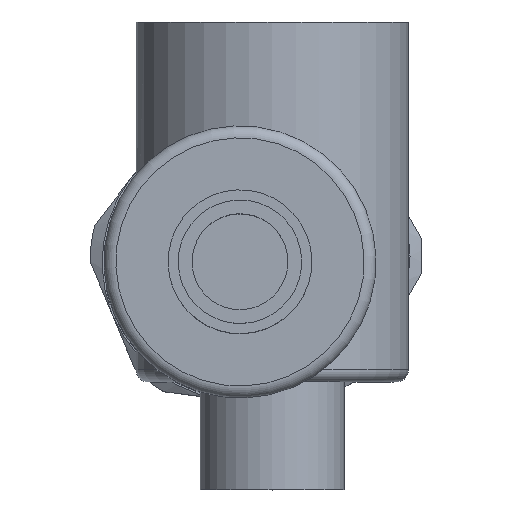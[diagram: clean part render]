
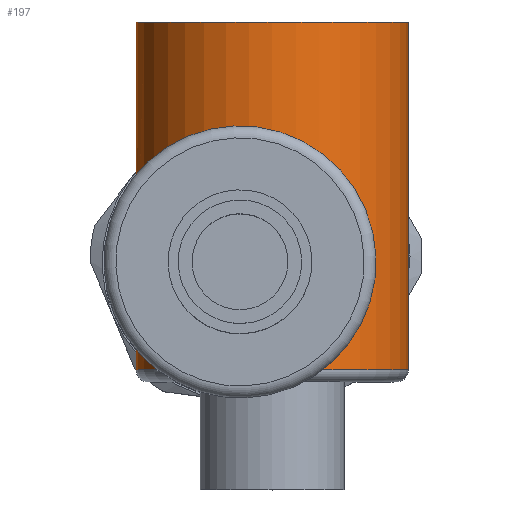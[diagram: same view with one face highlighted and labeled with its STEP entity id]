
A CAD part, top view. The second image highlights one B-rep face of the part: STEP entity #197.
In plain terms, the highlighted cylindrical face has radius 11.35 mm (diameter 22.7 mm), a full revolution.
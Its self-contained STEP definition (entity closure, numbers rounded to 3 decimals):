
#197 = ADVANCED_FACE( '', ( #439, #440, #441 ), #442, .T. );
#439 = FACE_BOUND( '', #721, .T. );
#440 = FACE_OUTER_BOUND( '', #722, .T. );
#441 = FACE_OUTER_BOUND( '', #723, .T. );
#442 = CYLINDRICAL_SURFACE( '', #724, 11.35 );
#721 = EDGE_LOOP( '', ( #1181 ) );
#722 = EDGE_LOOP( '', ( #1182 ) );
#723 = EDGE_LOOP( '', ( #1183 ) );
#724 = AXIS2_PLACEMENT_3D( '', #1184, #1185, #1186 );
#1181 = ORIENTED_EDGE( '', *, *, #1376, .F. );
#1182 = ORIENTED_EDGE( '', *, *, #1463, .T. );
#1183 = ORIENTED_EDGE( '', *, *, #1379, .F. );
#1184 = CARTESIAN_POINT( '', ( 0., -19.5, 0. ) );
#1185 = DIRECTION( '', ( 0., -1., 0. ) );
#1186 = DIRECTION( '', ( 0., 0., 1. ) );
#1376 = EDGE_CURVE( '', #1558, #1558, #1559, .T. );
#1379 = EDGE_CURVE( '', #1563, #1563, #1564, .T. );
#1463 = EDGE_CURVE( '', #1699, #1699, #1700, .F. );
#1558 = VERTEX_POINT( '', #1859 );
#1559 = B_SPLINE_CURVE_WITH_KNOTS( '', 3, ( #1860, #1861, #1862, #1863, #1864, #1865, #1866, #1867, #1868, #1869, #1870, #1871, #1872, #1873, #1874, #1875, #1876, #1877, #1878, #1879, #1880, #1881, #1882, #1883, #1884, #1885, #1886, #1887, #1888, #1889, #1890, #1891, #1892, #1893, #1894, #1895, #1896, #1897 ), .UNSPECIFIED., .T., .F., ( 2, 2, 2, 2, 2, 2, 2, 2, 2, 2, 2, 2, 2, 2, 2, 2, 2, 2, 2, 2, 2 ), ( 0., 0., 0., 0.001, 0.001, 0.002, 0.002, 0.002, 0.003, 0.003, 0.004, 0.004, 0.004, 0.005, 0.005, 0.006, 0.006, 0.007, 0.007, 0.008, 0.008 ), .UNSPECIFIED. );
#1563 = VERTEX_POINT( '', #1901 );
#1564 = CIRCLE( '', #1902, 11.35 );
#1699 = VERTEX_POINT( '', #2078 );
#1700 = CIRCLE( '', #2079, 11.35 );
#1859 = CARTESIAN_POINT( '', ( -11.281, -2.5, 1.25 ) );
#1860 = CARTESIAN_POINT( '', ( -11.281, -2.665, 1.25 ) );
#1861 = CARTESIAN_POINT( '', ( -11.281, -2.335, 1.25 ) );
#1862 = CARTESIAN_POINT( '', ( -11.285, -2.173, 1.217 ) );
#1863 = CARTESIAN_POINT( '', ( -11.298, -1.87, 1.092 ) );
#1864 = CARTESIAN_POINT( '', ( -11.307, -1.731, 0.999 ) );
#1865 = CARTESIAN_POINT( '', ( -11.325, -1.501, 0.769 ) );
#1866 = CARTESIAN_POINT( '', ( -11.334, -1.408, 0.629 ) );
#1867 = CARTESIAN_POINT( '', ( -11.346, -1.283, 0.328 ) );
#1868 = CARTESIAN_POINT( '', ( -11.35, -1.25, 0.164 ) );
#1869 = CARTESIAN_POINT( '', ( -11.35, -1.25, -0.081 ) );
#1870 = CARTESIAN_POINT( '', ( -11.349, -1.258, -0.164 ) );
#1871 = CARTESIAN_POINT( '', ( -11.346, -1.29, -0.324 ) );
#1872 = CARTESIAN_POINT( '', ( -11.343, -1.314, -0.402 ) );
#1873 = CARTESIAN_POINT( '', ( -11.334, -1.408, -0.629 ) );
#1874 = CARTESIAN_POINT( '', ( -11.325, -1.499, -0.767 ) );
#1875 = CARTESIAN_POINT( '', ( -11.306, -1.732, -1. ) );
#1876 = CARTESIAN_POINT( '', ( -11.298, -1.87, -1.092 ) );
#1877 = CARTESIAN_POINT( '', ( -11.288, -2.097, -1.186 ) );
#1878 = CARTESIAN_POINT( '', ( -11.285, -2.175, -1.21 ) );
#1879 = CARTESIAN_POINT( '', ( -11.282, -2.335, -1.242 ) );
#1880 = CARTESIAN_POINT( '', ( -11.281, -2.418, -1.25 ) );
#1881 = CARTESIAN_POINT( '', ( -11.281, -2.663, -1.25 ) );
#1882 = CARTESIAN_POINT( '', ( -11.285, -2.827, -1.217 ) );
#1883 = CARTESIAN_POINT( '', ( -11.297, -3.128, -1.093 ) );
#1884 = CARTESIAN_POINT( '', ( -11.306, -3.268, -1. ) );
#1885 = CARTESIAN_POINT( '', ( -11.324, -3.498, -0.77 ) );
#1886 = CARTESIAN_POINT( '', ( -11.333, -3.591, -0.631 ) );
#1887 = CARTESIAN_POINT( '', ( -11.346, -3.717, -0.329 ) );
#1888 = CARTESIAN_POINT( '', ( -11.35, -3.75, -0.166 ) );
#1889 = CARTESIAN_POINT( '', ( -11.35, -3.75, 0.164 ) );
#1890 = CARTESIAN_POINT( '', ( -11.346, -3.718, 0.326 ) );
#1891 = CARTESIAN_POINT( '', ( -11.334, -3.592, 0.629 ) );
#1892 = CARTESIAN_POINT( '', ( -11.325, -3.5, 0.768 ) );
#1893 = CARTESIAN_POINT( '', ( -11.307, -3.269, 0.999 ) );
#1894 = CARTESIAN_POINT( '', ( -11.298, -3.13, 1.092 ) );
#1895 = CARTESIAN_POINT( '', ( -11.285, -2.83, 1.217 ) );
#1896 = CARTESIAN_POINT( '', ( -11.281, -2.665, 1.25 ) );
#1897 = CARTESIAN_POINT( '', ( -11.281, -2.335, 1.25 ) );
#1901 = CARTESIAN_POINT( '', ( 11.35, 19.5, 0. ) );
#1902 = AXIS2_PLACEMENT_3D( '', #2243, #2244, #2245 );
#2078 = CARTESIAN_POINT( '', ( 0., -9.5, -11.35 ) );
#2079 = AXIS2_PLACEMENT_3D( '', #2377, #2378, #2379 );
#2243 = CARTESIAN_POINT( '', ( 0., 19.5, 0. ) );
#2244 = DIRECTION( '', ( 0., 1., 0. ) );
#2245 = DIRECTION( '', ( 1., 0., 0. ) );
#2377 = CARTESIAN_POINT( '', ( 0., -9.5, 0. ) );
#2378 = DIRECTION( '', ( 0., -1., 0. ) );
#2379 = DIRECTION( '', ( 0., 0., -1. ) );
